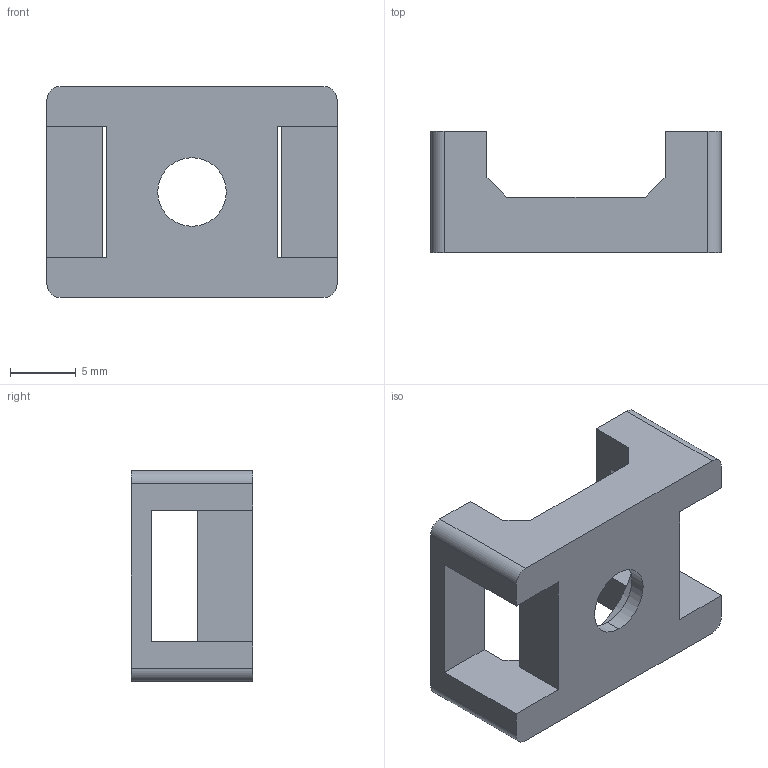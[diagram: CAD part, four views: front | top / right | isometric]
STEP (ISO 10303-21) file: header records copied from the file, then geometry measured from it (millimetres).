
FILE_DESCRIPTION (( 'STEP AP203' ), '1' );
FILE_NAME ('ALF-C-M5.step', '2024-08-15T06:40:52', ( '' ), ( '' ), 'SwSTEP 2.0', 'SolidWorks 2022', '' );
FILE_SCHEMA (( 'CONFIG_CONTROL_DESIGN' ));
Length unit declared in the file: millimetre
Products named in the file (1): ALF-C-M5
Bounding box: 22 x 9.2 x 16 mm (x, y, z)
Volume: 1123.7 mm3; surface area: 1484.5 mm2
Topology: 1 solids, 1 shells, 31 faces, 96 edges, 64 vertices
Faces by surface type: plane 23, cylinder 8
Entity records: 1155 total; most frequent: ORIENTED_EDGE 192, CARTESIAN_POINT 192, DIRECTION 176, EDGE_CURVE 96, VECTOR 80, LINE 80, VERTEX_POINT 64, AXIS2_PLACEMENT_3D 48
